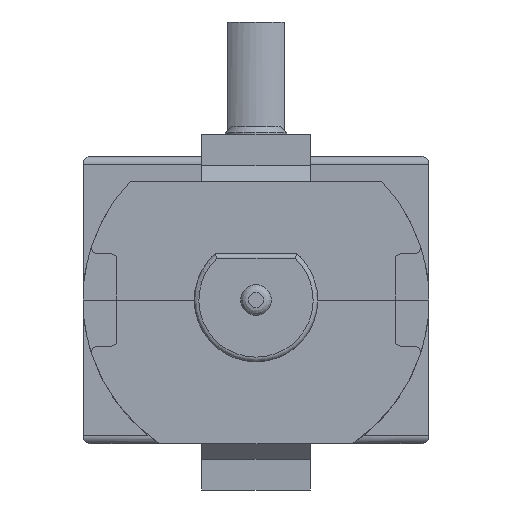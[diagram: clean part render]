
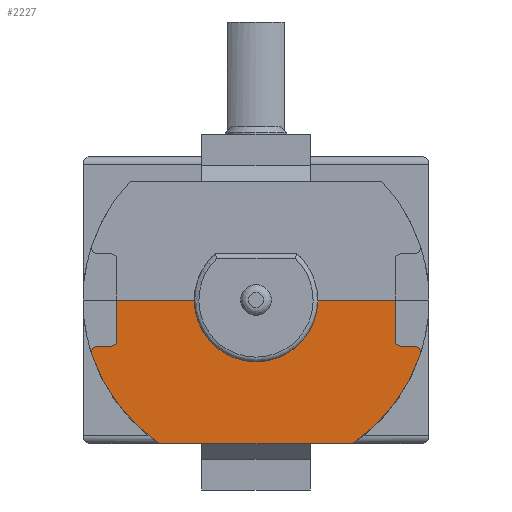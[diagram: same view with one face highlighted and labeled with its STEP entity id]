
A CAD part, left-side view. The second image highlights one B-rep face of the part: STEP entity #2227.
In plain terms, the highlighted planar face has unit normal (-1, 0, 0).
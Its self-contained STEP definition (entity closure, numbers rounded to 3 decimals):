
#84=CIRCLE('',#2403,0.4);
#87=CIRCLE('',#2408,0.4);
#88=CIRCLE('',#2410,11.2);
#89=CIRCLE('',#2411,11.2);
#90=CIRCLE('',#2412,0.4);
#91=CIRCLE('',#2413,0.4);
#259=FACE_OUTER_BOUND('',#397,.T.);
#397=EDGE_LOOP('',(#1632,#1633,#1634,#1635,#1636,#1637,#1638,#1639,#1640,
#1641,#1642,#1643));
#540=LINE('',#3380,#747);
#568=LINE('',#3505,#775);
#570=LINE('',#3511,#777);
#577=LINE('',#3529,#784);
#578=LINE('',#3534,#785);
#579=LINE('',#3541,#786);
#747=VECTOR('',#2672,10.);
#775=VECTOR('',#2772,10.);
#777=VECTOR('',#2776,10.);
#784=VECTOR('',#2791,10.);
#785=VECTOR('',#2800,10.);
#786=VECTOR('',#2807,10.);
#949=VERTEX_POINT('',#3377);
#950=VERTEX_POINT('',#3379);
#985=VERTEX_POINT('',#3499);
#987=VERTEX_POINT('',#3503);
#988=VERTEX_POINT('',#3507);
#990=VERTEX_POINT('',#3510);
#992=VERTEX_POINT('',#3516);
#995=VERTEX_POINT('',#3523);
#997=VERTEX_POINT('',#3527);
#998=VERTEX_POINT('',#3536);
#999=VERTEX_POINT('',#3538);
#1000=VERTEX_POINT('',#3540);
#1175=EDGE_CURVE('',#950,#949,#540,.T.);
#1226=EDGE_CURVE('',#985,#987,#568,.T.);
#1228=EDGE_CURVE('',#990,#988,#570,.T.);
#1231=EDGE_CURVE('',#992,#987,#84,.T.);
#1237=EDGE_CURVE('',#995,#997,#577,.T.);
#1239=EDGE_CURVE('',#985,#997,#87,.T.);
#1240=EDGE_CURVE('',#995,#988,#578,.T.);
#1241=EDGE_CURVE('',#992,#950,#88,.T.);
#1242=EDGE_CURVE('',#949,#998,#89,.T.);
#1243=EDGE_CURVE('',#999,#998,#90,.T.);
#1244=EDGE_CURVE('',#999,#1000,#579,.T.);
#1245=EDGE_CURVE('',#990,#1000,#91,.T.);
#1632=ORIENTED_EDGE('',*,*,#1240,.F.);
#1633=ORIENTED_EDGE('',*,*,#1237,.T.);
#1634=ORIENTED_EDGE('',*,*,#1239,.F.);
#1635=ORIENTED_EDGE('',*,*,#1226,.T.);
#1636=ORIENTED_EDGE('',*,*,#1231,.F.);
#1637=ORIENTED_EDGE('',*,*,#1241,.T.);
#1638=ORIENTED_EDGE('',*,*,#1175,.T.);
#1639=ORIENTED_EDGE('',*,*,#1242,.T.);
#1640=ORIENTED_EDGE('',*,*,#1243,.F.);
#1641=ORIENTED_EDGE('',*,*,#1244,.T.);
#1642=ORIENTED_EDGE('',*,*,#1245,.F.);
#1643=ORIENTED_EDGE('',*,*,#1228,.T.);
#2140=PLANE('',#2409);
#2227=ADVANCED_FACE('',(#259),#2140,.T.);
#2403=AXIS2_PLACEMENT_3D('',#3517,#2781,#2782);
#2408=AXIS2_PLACEMENT_3D('',#3532,#2796,#2797);
#2409=AXIS2_PLACEMENT_3D('',#3533,#2798,#2799);
#2410=AXIS2_PLACEMENT_3D('',#3535,#2801,#2802);
#2411=AXIS2_PLACEMENT_3D('',#3537,#2803,#2804);
#2412=AXIS2_PLACEMENT_3D('',#3539,#2805,#2806);
#2413=AXIS2_PLACEMENT_3D('',#3542,#2808,#2809);
#2672=DIRECTION('',(0.,-1.,0.));
#2772=DIRECTION('',(0.,1.,0.));
#2776=DIRECTION('',(0.,0.,1.));
#2781=DIRECTION('center_axis',(1.,0.,0.));
#2782=DIRECTION('ref_axis',(0.,0.811,0.585));
#2791=DIRECTION('',(0.,0.,-1.));
#2796=DIRECTION('center_axis',(-1.,0.,0.));
#2797=DIRECTION('ref_axis',(0.,-0.707,-0.707));
#2798=DIRECTION('center_axis',(-1.,0.,0.));
#2799=DIRECTION('ref_axis',(0.,-1.,0.));
#2800=DIRECTION('',(0.,-1.,0.));
#2801=DIRECTION('center_axis',(-1.,0.,0.));
#2802=DIRECTION('ref_axis',(0.,-1.,0.));
#2803=DIRECTION('center_axis',(-1.,0.,0.));
#2804=DIRECTION('ref_axis',(0.,-1.,0.));
#2805=DIRECTION('center_axis',(1.,0.,0.));
#2806=DIRECTION('ref_axis',(0.,-0.811,0.585));
#2807=DIRECTION('',(0.,1.,0.));
#2808=DIRECTION('center_axis',(-1.,0.,0.));
#2809=DIRECTION('ref_axis',(0.,0.707,-0.707));
#3377=CARTESIAN_POINT('',(-54.,-6.241,-18.6));
#3379=CARTESIAN_POINT('',(-54.,6.241,-18.6));
#3380=CARTESIAN_POINT('',(-54.,11.2,-18.6));
#3499=CARTESIAN_POINT('',(-54.,9.4,-12.3));
#3503=CARTESIAN_POINT('',(-54.,10.251,-12.3));
#3505=CARTESIAN_POINT('',(-54.,4.5,-12.3));
#3507=CARTESIAN_POINT('',(-54.,-9.,-9.3));
#3510=CARTESIAN_POINT('',(-54.,-9.,-11.9));
#3511=CARTESIAN_POINT('',(-54.,-9.,-8.2));
#3516=CARTESIAN_POINT('',(-54.,10.631,-12.826));
#3517=CARTESIAN_POINT('Origin',(-54.,10.251,-12.7));
#3523=CARTESIAN_POINT('',(-54.,9.,-9.3));
#3527=CARTESIAN_POINT('',(-54.,9.,-11.9));
#3529=CARTESIAN_POINT('',(-54.,9.,-8.2));
#3532=CARTESIAN_POINT('Origin',(-54.,9.4,-11.9));
#3533=CARTESIAN_POINT('Origin',(-54.,0.,-10.1));
#3534=CARTESIAN_POINT('',(-54.,0.,-9.3));
#3535=CARTESIAN_POINT('Origin',(-54.,0.,-9.3));
#3536=CARTESIAN_POINT('',(-54.,-10.631,-12.826));
#3537=CARTESIAN_POINT('Origin',(-54.,0.,-9.3));
#3538=CARTESIAN_POINT('',(-54.,-10.251,-12.3));
#3539=CARTESIAN_POINT('Origin',(-54.,-10.251,-12.7));
#3540=CARTESIAN_POINT('',(-54.,-9.4,-12.3));
#3541=CARTESIAN_POINT('',(-54.,-4.5,-12.3));
#3542=CARTESIAN_POINT('Origin',(-54.,-9.4,-11.9));
